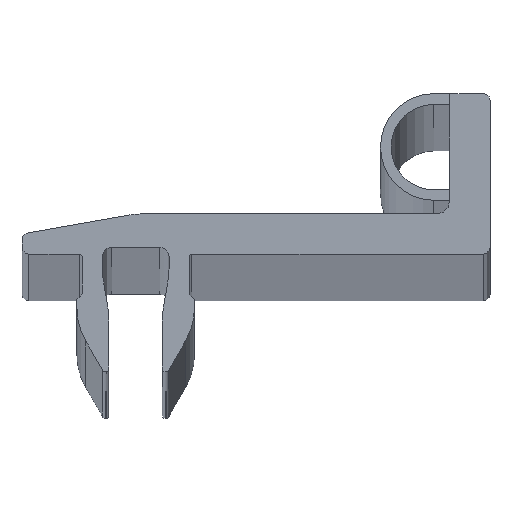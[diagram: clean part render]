
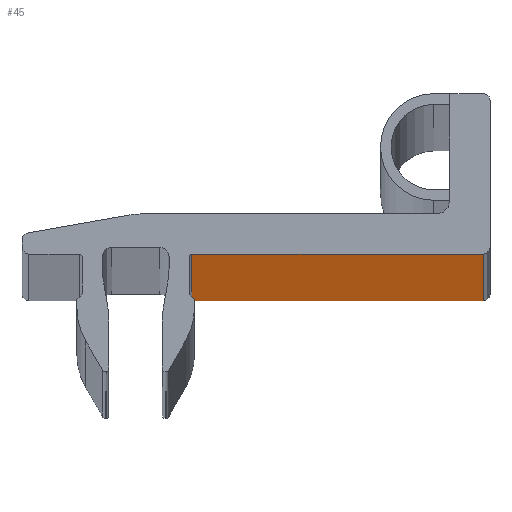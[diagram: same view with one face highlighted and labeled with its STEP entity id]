
A CAD part, top view. The second image highlights one B-rep face of the part: STEP entity #45.
In plain terms, the highlighted planar face has unit normal (0, -1, 0).
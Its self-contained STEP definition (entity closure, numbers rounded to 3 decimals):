
#45 = ADVANCED_FACE ( 'NONE', ( #1023 ), #1047, .F. ) ;
#99 = VECTOR ( 'NONE', #1409, 1000. ) ;
#108 = DIRECTION ( 'NONE',  ( 0., 1., 0. ) ) ;
#191 = DIRECTION ( 'NONE',  ( 1., 0., 0. ) ) ;
#290 = CARTESIAN_POINT ( 'NONE',  ( 0.2, -1.6, 0. ) ) ;
#350 = EDGE_CURVE ( 'NONE', #1652, #1571, #977, .T. ) ;
#386 = VERTEX_POINT ( 'NONE', #1815 ) ;
#388 = CARTESIAN_POINT ( 'NONE',  ( 22., -1.6, 0. ) ) ;
#416 = CARTESIAN_POINT ( 'NONE',  ( 0.2, -1.6, 2000. ) ) ;
#433 = VECTOR ( 'NONE', #191, 1000. ) ;
#537 = CARTESIAN_POINT ( 'NONE',  ( 0.2, -1.6, 2000. ) ) ;
#540 = VECTOR ( 'NONE', #986, 1000. ) ;
#567 = VERTEX_POINT ( 'NONE', #388 ) ;
#608 = DIRECTION ( 'NONE',  ( 1., 0., 0. ) ) ;
#619 = LINE ( 'NONE', #290, #1299 ) ;
#685 = LINE ( 'NONE', #537, #540 ) ;
#750 = EDGE_CURVE ( 'NONE', #1652, #386, #685, .T. ) ;
#796 = AXIS2_PLACEMENT_3D ( 'NONE', #872, #108, #1220 ) ;
#872 = CARTESIAN_POINT ( 'NONE',  ( 0.2, -1.6, 2000. ) ) ;
#911 = EDGE_LOOP ( 'NONE', ( #2006, #1405, #983, #1559 ) ) ;
#977 = LINE ( 'NONE', #1604, #433 ) ;
#983 = ORIENTED_EDGE ( 'NONE', *, *, #350, .F. ) ;
#986 = DIRECTION ( 'NONE',  ( 0., 0., -1. ) ) ;
#989 = CARTESIAN_POINT ( 'NONE',  ( 22., -1.6, 2000. ) ) ;
#1023 = FACE_OUTER_BOUND ( 'NONE', #911, .T. ) ;
#1047 = PLANE ( 'NONE',  #796 ) ;
#1097 = LINE ( 'NONE', #2017, #99 ) ;
#1220 = DIRECTION ( 'NONE',  ( 1., 0., 0. ) ) ;
#1299 = VECTOR ( 'NONE', #608, 1000. ) ;
#1389 = EDGE_CURVE ( 'NONE', #386, #567, #619, .T. ) ;
#1405 = ORIENTED_EDGE ( 'NONE', *, *, #1803, .F. ) ;
#1409 = DIRECTION ( 'NONE',  ( 0., 0., -1. ) ) ;
#1559 = ORIENTED_EDGE ( 'NONE', *, *, #750, .T. ) ;
#1571 = VERTEX_POINT ( 'NONE', #989 ) ;
#1604 = CARTESIAN_POINT ( 'NONE',  ( 0.2, -1.6, 2000. ) ) ;
#1652 = VERTEX_POINT ( 'NONE', #416 ) ;
#1803 = EDGE_CURVE ( 'NONE', #1571, #567, #1097, .T. ) ;
#1815 = CARTESIAN_POINT ( 'NONE',  ( 0.2, -1.6, 0. ) ) ;
#2006 = ORIENTED_EDGE ( 'NONE', *, *, #1389, .T. ) ;
#2017 = CARTESIAN_POINT ( 'NONE',  ( 22., -1.6, 2000. ) ) ;
